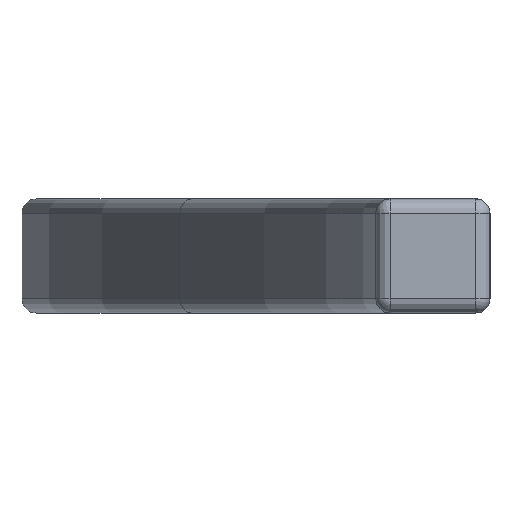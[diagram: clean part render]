
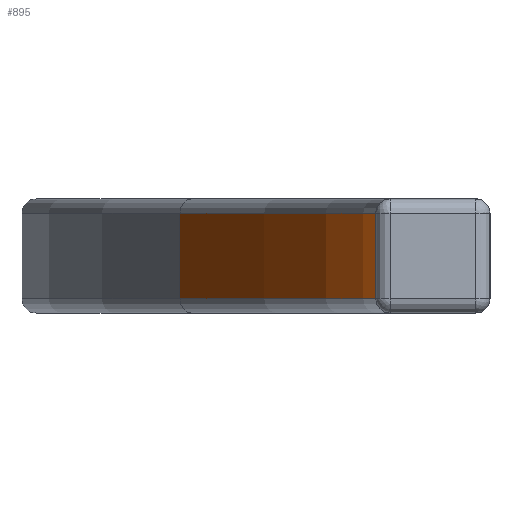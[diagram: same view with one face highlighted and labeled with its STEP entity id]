
A CAD part, left-side view. The second image highlights one B-rep face of the part: STEP entity #895.
In plain terms, the highlighted cylindrical face has radius 96 mm (diameter 192 mm), a partial arc.
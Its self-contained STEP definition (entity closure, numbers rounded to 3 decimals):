
#69=CYLINDRICAL_SURFACE('',#1053,96.);
#123=FACE_OUTER_BOUND('',#185,.T.);
#185=EDGE_LOOP('',(#769,#770,#771,#772));
#247=LINE('',#1640,#299);
#248=LINE('',#1642,#300);
#299=VECTOR('',#1365,10.);
#300=VECTOR('',#1368,10.);
#343=CIRCLE('',#990,96.);
#354=CIRCLE('',#1008,96.);
#422=VERTEX_POINT('',#1515);
#424=VERTEX_POINT('',#1521);
#429=VERTEX_POINT('',#1547);
#431=VERTEX_POINT('',#1553);
#511=EDGE_CURVE('',#424,#422,#343,.T.);
#530=EDGE_CURVE('',#429,#431,#354,.T.);
#575=EDGE_CURVE('',#431,#424,#247,.T.);
#576=EDGE_CURVE('',#429,#422,#248,.T.);
#769=ORIENTED_EDGE('',*,*,#530,.F.);
#770=ORIENTED_EDGE('',*,*,#576,.T.);
#771=ORIENTED_EDGE('',*,*,#511,.F.);
#772=ORIENTED_EDGE('',*,*,#575,.F.);
#895=ADVANCED_FACE('',(#123),#69,.F.);
#990=AXIS2_PLACEMENT_3D('',#1523,#1213,#1214);
#1008=AXIS2_PLACEMENT_3D('',#1557,#1257,#1258);
#1053=AXIS2_PLACEMENT_3D('',#1641,#1366,#1367);
#1213=DIRECTION('center_axis',(0.,0.,-1.));
#1214=DIRECTION('ref_axis',(0.267,-0.964,0.));
#1257=DIRECTION('center_axis',(0.,0.,1.));
#1258=DIRECTION('ref_axis',(0.267,-0.964,0.));
#1365=DIRECTION('',(0.,0.,1.));
#1366=DIRECTION('center_axis',(0.,0.,1.));
#1367=DIRECTION('ref_axis',(0.,-1.,0.));
#1368=DIRECTION('',(0.,0.,1.));
#1515=CARTESIAN_POINT('',(29.861,4.,3.));
#1521=CARTESIAN_POINT('',(79.309,17.714,3.));
#1523=CARTESIAN_POINT('Origin',(29.861,100.,3.));
#1547=CARTESIAN_POINT('',(29.861,4.,-3.));
#1553=CARTESIAN_POINT('',(79.309,17.714,-3.));
#1557=CARTESIAN_POINT('Origin',(29.861,100.,-3.));
#1640=CARTESIAN_POINT('',(79.309,17.714,-4.));
#1641=CARTESIAN_POINT('Origin',(29.861,100.,0.));
#1642=CARTESIAN_POINT('',(29.861,4.,-4.));
